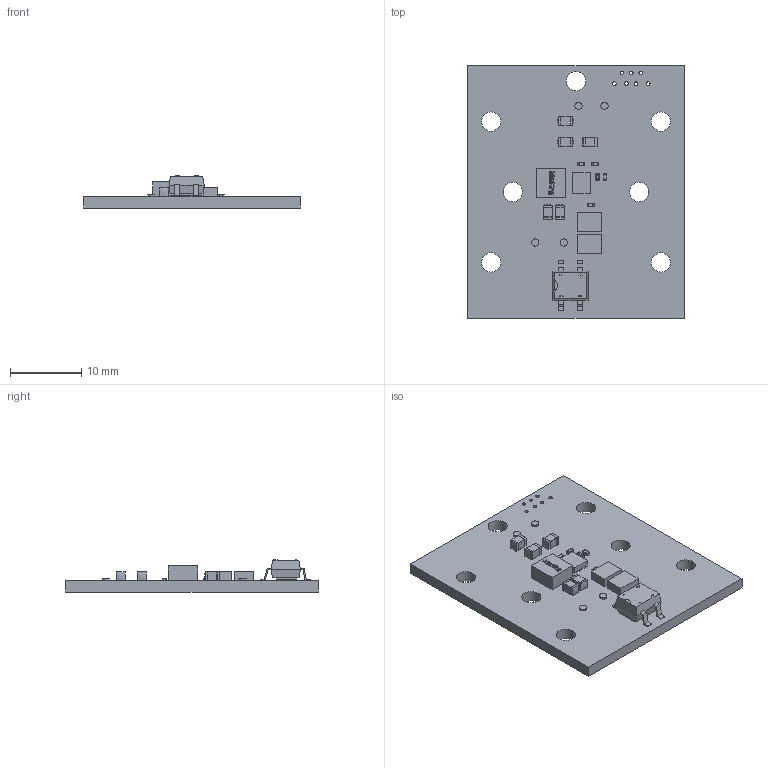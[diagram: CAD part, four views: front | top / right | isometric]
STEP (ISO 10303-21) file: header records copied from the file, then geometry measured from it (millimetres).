
FILE_DESCRIPTION(('Open CASCADE Model'),'2;1');
FILE_NAME('Open CASCADE Shape Model','2019-09-21T20:46:10',('Author'),( 'Open CASCADE'),'Open CASCADE STEP processor 6.8','Open CASCADE 6.8' ,'Unknown');
FILE_SCHEMA(('AUTOMOTIVE_DESIGN { 1 0 10303 214 1 1 1 1 }'));
Length unit declared in the file: millimetre
Products named in the file (36): PCB; Board; TB1; 853912464; Cylinder; TB4; TB2; TB3; U1; User_Library-Bridge_SMD_TO-269AA; L2; STEP-WE-MAPI-4020-rev1; body_SSMC_4020; land_pattern_SSMC_4020; U5; RNM0015A; FRAME-RNM0015A; BODY-QFN; PIN1-ID; R91; RES0402; R88; R75; C81; User_Library-CerCaps_0805; C79; User_Library-Capacitor_0402; C64; C63; R41; C86; 883269152; Extruded; C88; C67; C75
Assembly tree (47 placements, depth 4):
  PCB
    Board
    TB1
      853912464
        Cylinder
    TB4
      853912464
        Cylinder
    TB2
      853912464
        Cylinder
    TB3
      853912464
        Cylinder
    U1
      User_Library-Bridge_SMD_TO-269AA
    L2
      STEP-WE-MAPI-4020-rev1
        body_SSMC_4020
        land_pattern_SSMC_4020  x2
    U5
      RNM0015A
        FRAME-RNM0015A
        BODY-QFN
        PIN1-ID
    R91
      RES0402
    R88
      RES0402
    R75
      RES0402
    C81
      User_Library-CerCaps_0805
    C79
      User_Library-Capacitor_0402
    C64
      User_Library-CerCaps_0805
    C63
      User_Library-CerCaps_0805
    R41
      RES0402
    C86
      883269152
        Extruded
    C88
      883269152
        Extruded
    C67
      User_Library-CerCaps_0805
    C75
      User_Library-CerCaps_0805
Bounding box: 30.48 x 35.56 x 4.51 mm (x, y, z)
Volume: 1803.4 mm3; surface area: 2824.1 mm2
Topology: 44 solids, 45 shells, 1189 faces, 2895 edges, 1714 vertices
Faces by surface type: plane 699, cylinder 312, sphere 96, bspline 66, extrusion 16
Full cylindrical faces by diameter (mm): 0.508 x7, 1.016 x4, 2.7 x7
Entity records: 22624 total; most frequent: CARTESIAN_POINT 4782, ORIENTED_EDGE 3084, DIRECTION 2883, EDGE_CURVE 1542, VECTOR 1139, LINE 1123, VERTEX_POINT 972, AXIS2_PLACEMENT_3D 872
